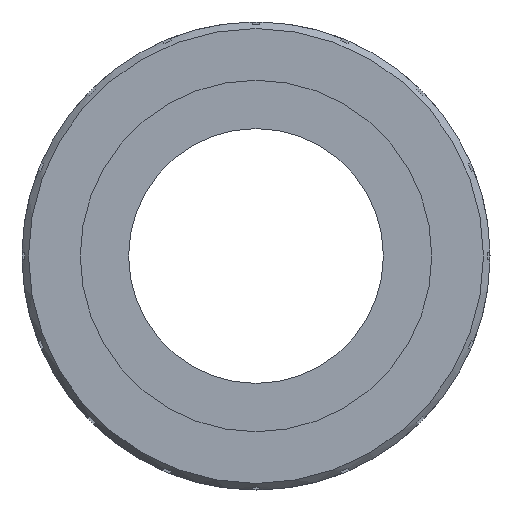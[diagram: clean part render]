
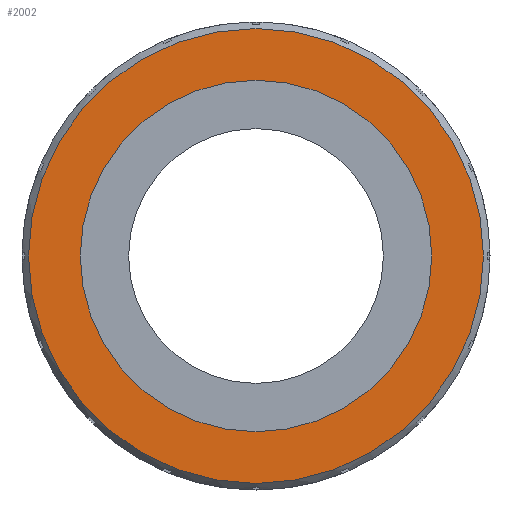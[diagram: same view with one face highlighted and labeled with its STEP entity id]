
A CAD part, front view. The second image highlights one B-rep face of the part: STEP entity #2002.
In plain terms, the highlighted face is planar.
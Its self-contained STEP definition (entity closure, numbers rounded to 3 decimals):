
#95=FACE_BOUND($,#721,.T.);
#474=PLANE($,#2229);
#584=FACE_OUTER_BOUND($,#720,.T.);
#720=EDGE_LOOP($,(#1813));
#721=EDGE_LOOP($,(#1814));
#836=CIRCLE($,#2222,43.741);
#839=CIRCLE($,#2230,33.8);
#1038=VERTEX_POINT($,#3503);
#1043=VERTEX_POINT($,#3522);
#1314=EDGE_CURVE($,#1038,#1038,#836,.T.);
#1323=EDGE_CURVE($,#1043,#1043,#839,.T.);
#1813=ORIENTED_EDGE($,*,*,#1314,.F.);
#1814=ORIENTED_EDGE($,*,*,#1323,.T.);
#2002=ADVANCED_FACE($,(#584,#95),#474,.T.);
#2222=AXIS2_PLACEMENT_3D($,#3504,#2809,#2810);
#2229=AXIS2_PLACEMENT_3D($,#3521,#2829,#2830);
#2230=AXIS2_PLACEMENT_3D($,#3523,#2831,#2832);
#2809=DIRECTION('center_axis',(0.,0.,1.));
#2810=DIRECTION('ref_axis',(0.,-1.,0.));
#2829=DIRECTION('center_axis',(0.,0.,-1.));
#2830=DIRECTION('ref_axis',(-1.,0.,0.));
#2831=DIRECTION('center_axis',(0.,0.,1.));
#2832=DIRECTION('ref_axis',(0.,-1.,0.));
#3503=CARTESIAN_POINT('',(0.,-43.741,0.));
#3504=CARTESIAN_POINT('Origin',(0.,0.,0.));
#3521=CARTESIAN_POINT('Origin',(0.,-38.771,0.));
#3522=CARTESIAN_POINT('',(0.,-33.8,0.));
#3523=CARTESIAN_POINT('Origin',(0.,0.,0.));
